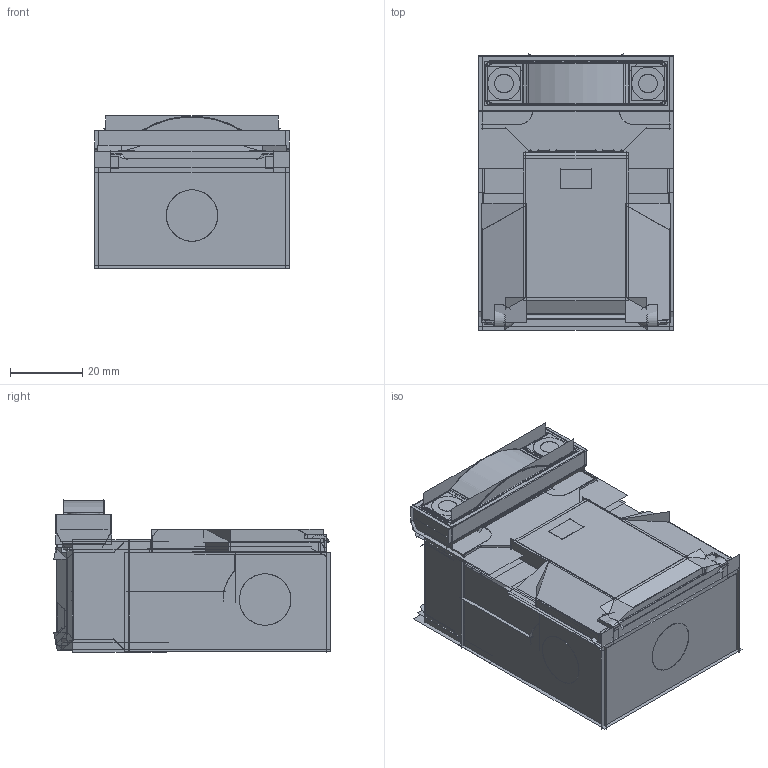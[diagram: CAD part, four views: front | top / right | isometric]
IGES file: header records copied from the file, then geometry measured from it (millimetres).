
Start section:  PTC IGES file: 192589.igs
Global section: file name: 192589.igs; native system: Creo Parametric by Parametric Technology Corporation; preprocessor: 2013230; author: pdmadmin; organization: Unknown; date: 20160127.153603; units: millimetre
Bounding box: 54.08 x 76.83 x 42.32 mm (x, y, z)
Volume: 98887.7 mm3; surface area: 325586.4 mm2
Topology: 9 solids, 9 shells, 1568 faces, 8772 edges, 11466 vertices
Faces by surface type: bspline 1192, revolution 376
